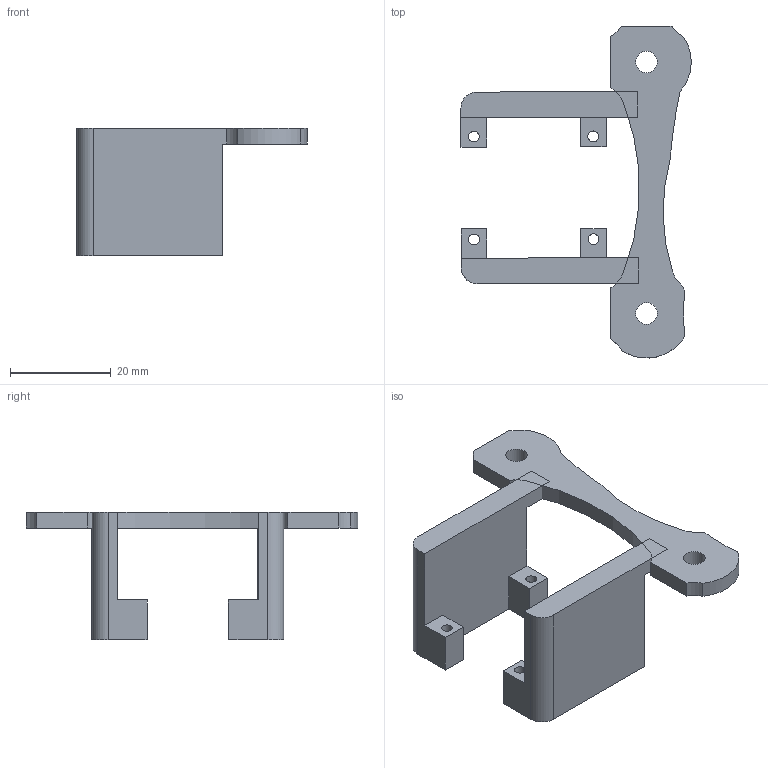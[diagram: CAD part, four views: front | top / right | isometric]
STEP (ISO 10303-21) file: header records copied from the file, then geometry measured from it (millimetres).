
FILE_DESCRIPTION(/* description */ (''),/* implementation_level */ '2;1');
FILE_NAME(/* name */ 'alta plate for lepton.stp',/* time_stamp */ '2024-04-18T13:06:36-07:00',/* author */ ('Eli'),/* organization */ (''),/* preprocessor_version */ 'ST-DEVELOPER v19.2',/* originating_system */ 'Autodesk Inventor 2024',/* authorisation */ '');
FILE_SCHEMA (('AUTOMOTIVE_DESIGN { 1 0 10303 214 3 1 1 }'));
Length unit declared in the file: inch
Products named in the file (1): alta plate for lepton
Bounding box: 45.78 x 66.01 x 25.4 mm (x, y, z)
Volume: 10401.3 mm3; surface area: 6828.9 mm2
Topology: 3 solids, 3 shells, 54 faces, 144 edges, 96 vertices
Faces by surface type: plane 33, cylinder 21
Full cylindrical faces by diameter (mm): 2.146 x4, 4.3 x2
Entity records: 1757 total; most frequent: DIRECTION 296, CARTESIAN_POINT 295, ORIENTED_EDGE 288, EDGE_CURVE 144, LINE 102, VECTOR 102, AXIS2_PLACEMENT_3D 97, VERTEX_POINT 96
